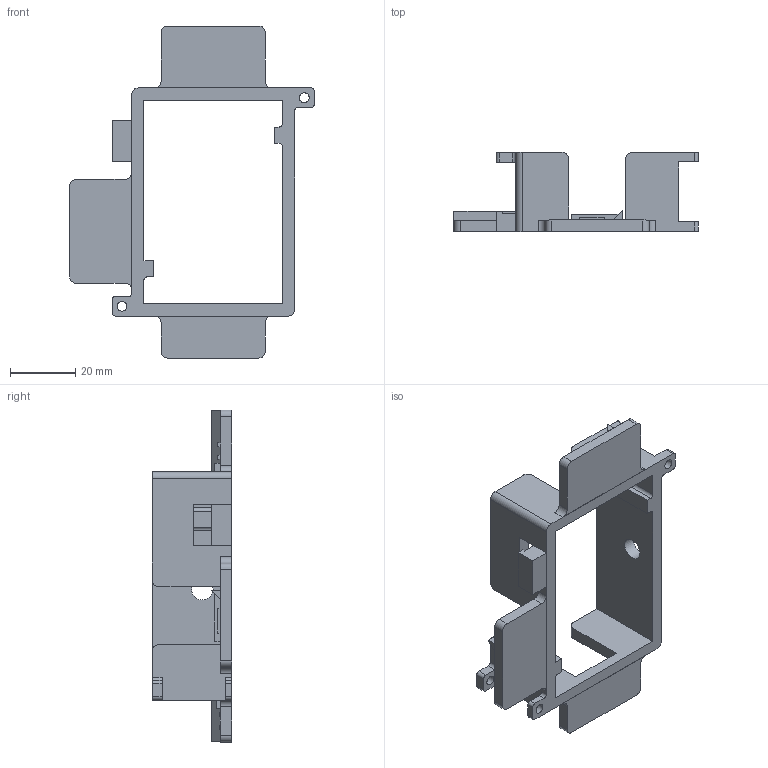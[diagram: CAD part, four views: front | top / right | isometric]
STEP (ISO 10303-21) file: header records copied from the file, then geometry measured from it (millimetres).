
FILE_DESCRIPTION(/* description */ (''),/* implementation_level */ '2;1');
FILE_NAME(/* name */ 'lipo_protection_box v1.step',/* time_stamp */ '2024-05-03T14:46:58+02:00',/* author */ (''),/* organization */ (''),/* preprocessor_version */ 'ST-DEVELOPER v20',/* originating_system */ 'Autodesk Translation Framework v12.20.1.177',/* authorisation */ '');
FILE_SCHEMA (('AUTOMOTIVE_DESIGN { 1 0 10303 214 3 1 1 }'));
Length unit declared in the file: millimetre
Products named in the file (2): lipo_protection_box; lipo_box
Assembly tree (1 placements, depth 2):
  lipo_protection_box
    lipo_box
Bounding box: 75 x 24.3 x 101.87 mm (x, y, z)
Volume: 23128.5 mm3; surface area: 15720.3 mm2
Topology: 1 solids, 1 shells, 165 faces, 459 edges, 302 vertices
Faces by surface type: plane 118, cylinder 44, torus 3
Full cylindrical faces by diameter (mm): 3 x3, 3.05 x1, 6.6 x1
Entity records: 5338 total; most frequent: CARTESIAN_POINT 944, ORIENTED_EDGE 918, DIRECTION 883, EDGE_CURVE 459, LINE 365, VECTOR 365, VERTEX_POINT 302, AXIS2_PLACEMENT_3D 259
